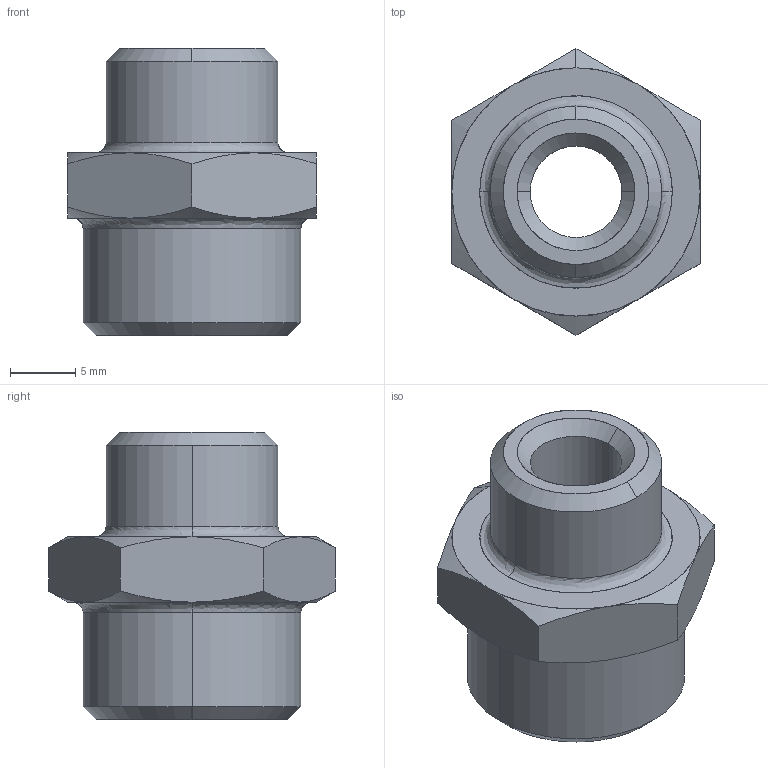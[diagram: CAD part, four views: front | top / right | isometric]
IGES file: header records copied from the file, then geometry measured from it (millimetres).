
Start section: SolidWorks IGES file using analytic representation for surfaces
Global section: file name: L_49125500.igs; native system: SolidWorks 2014; preprocessor: SolidWorks 2014; author: arutput15; date: 141004.084636; units: millimetre
Bounding box: 19 x 21.94 x 22 mm (x, y, z)
Surface area: 2063.5 mm2 (no closed solid volume)
Topology: 0 solids, 0 shells, 45 faces, 619 edges, 619 vertices
Faces by surface type: revolution 31, bspline 14
